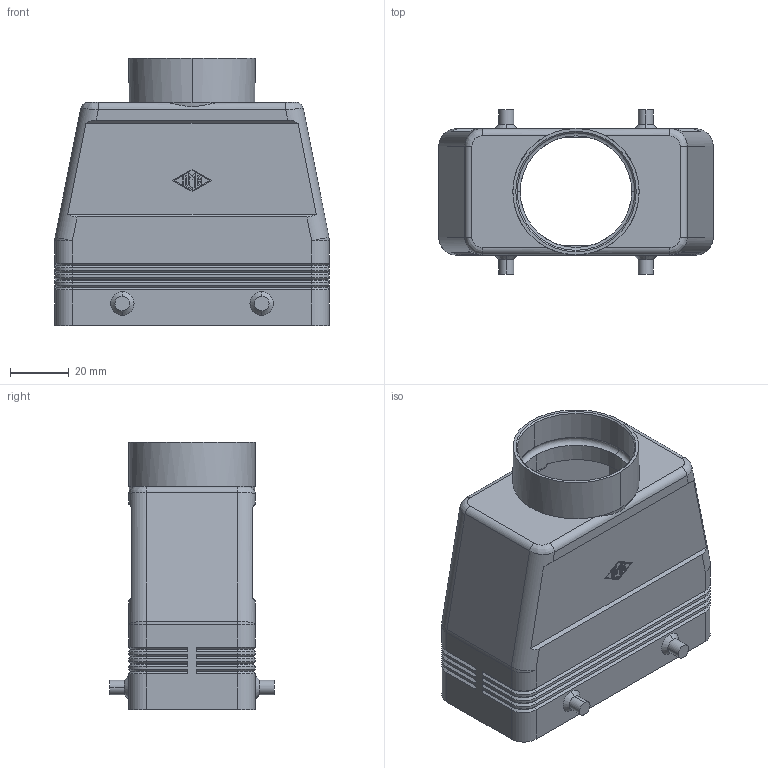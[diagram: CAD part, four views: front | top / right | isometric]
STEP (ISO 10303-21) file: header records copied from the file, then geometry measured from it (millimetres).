
FILE_DESCRIPTION(('Creo Elements/Direct Modeling STEP Export'),'2;1');
FILE_NAME('0ln7uvk49bk736q4700','2017-02-23T 8:28:25',(''),(''),'PTC Creo Elements/Direct Modeling STEP processor for AP214 (Solid Model)','PTC Creo Elements/Direct Modeling 19.0E 27-Jun-2016 (C) Parametric Technology GmbH','');
FILE_SCHEMA(('AUTOMOTIVE_DESIGN { 1 0 10303 214 1 1 1 1 }'));
Length unit declared in the file: millimetre
Products named in the file (1): MAVE_16.40
Bounding box: 93.5 x 56 x 91 mm (x, y, z)
Volume: 72563.7 mm3; surface area: 46391.4 mm2
Topology: 1 solids, 1 shells, 345 faces, 835 edges, 502 vertices
Faces by surface type: plane 183, cylinder 100, cone 52, sphere 4, bspline 4, torus 2
Entity records: 13052 total; most frequent: CARTESIAN_POINT 2332, ORIENTED_EDGE 1654, DIRECTION 1649, EDGE_CURVE 827, VECTOR 567, LINE 567, AXIS2_PLACEMENT_3D 541, VERTEX_POINT 502
